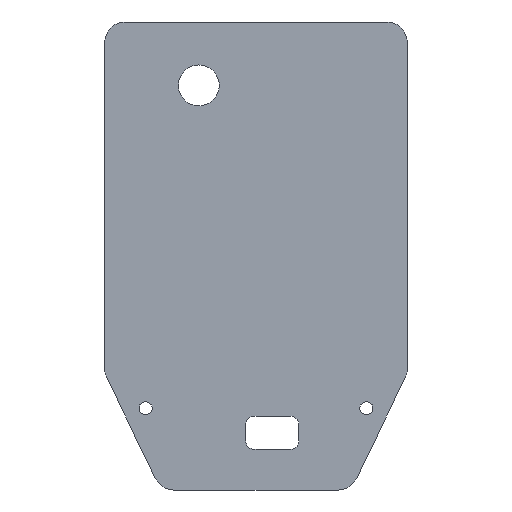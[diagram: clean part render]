
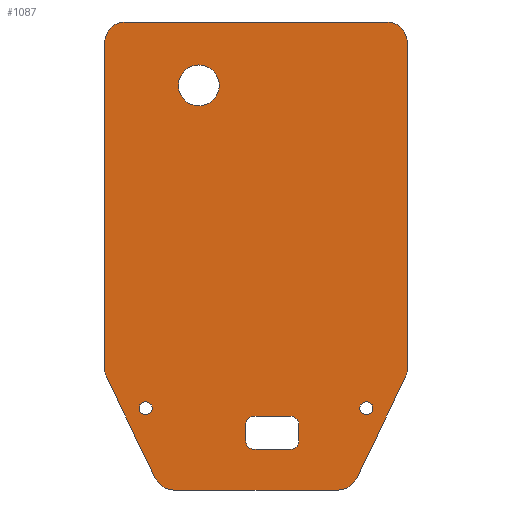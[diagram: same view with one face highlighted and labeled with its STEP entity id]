
A CAD part, front view. The second image highlights one B-rep face of the part: STEP entity #1087.
In plain terms, the highlighted planar face has unit normal (0, -1, 0).
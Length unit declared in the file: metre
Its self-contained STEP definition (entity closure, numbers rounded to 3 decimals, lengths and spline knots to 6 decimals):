
#41=LINE('',#1635,#145);
#42=LINE('',#1639,#146);
#43=LINE('',#1643,#147);
#44=LINE('',#1647,#148);
#45=LINE('',#1651,#149);
#46=LINE('',#1655,#150);
#47=LINE('',#1656,#151);
#48=LINE('',#1661,#152);
#49=LINE('',#1665,#153);
#50=LINE('',#1669,#154);
#145=VECTOR('',#1292,1.);
#146=VECTOR('',#1295,1.);
#147=VECTOR('',#1298,1.);
#148=VECTOR('',#1301,1.);
#149=VECTOR('',#1304,1.);
#150=VECTOR('',#1307,1.);
#151=VECTOR('',#1308,1.);
#152=VECTOR('',#1311,1.);
#153=VECTOR('',#1314,1.);
#154=VECTOR('',#1317,1.);
#249=ORIENTED_EDGE('',*,*,#573,.F.);
#250=ORIENTED_EDGE('',*,*,#574,.F.);
#251=ORIENTED_EDGE('',*,*,#575,.F.);
#252=ORIENTED_EDGE('',*,*,#576,.F.);
#253=ORIENTED_EDGE('',*,*,#577,.T.);
#254=ORIENTED_EDGE('',*,*,#578,.T.);
#255=ORIENTED_EDGE('',*,*,#579,.F.);
#256=ORIENTED_EDGE('',*,*,#580,.T.);
#257=ORIENTED_EDGE('',*,*,#581,.T.);
#258=ORIENTED_EDGE('',*,*,#582,.T.);
#259=ORIENTED_EDGE('',*,*,#583,.T.);
#260=ORIENTED_EDGE('',*,*,#584,.T.);
#261=ORIENTED_EDGE('',*,*,#585,.F.);
#262=ORIENTED_EDGE('',*,*,#586,.T.);
#263=ORIENTED_EDGE('',*,*,#587,.F.);
#264=ORIENTED_EDGE('',*,*,#588,.F.);
#265=ORIENTED_EDGE('',*,*,#589,.T.);
#266=ORIENTED_EDGE('',*,*,#590,.T.);
#267=ORIENTED_EDGE('',*,*,#591,.T.);
#268=ORIENTED_EDGE('',*,*,#592,.T.);
#269=ORIENTED_EDGE('',*,*,#593,.T.);
#270=ORIENTED_EDGE('',*,*,#594,.F.);
#271=ORIENTED_EDGE('',*,*,#595,.T.);
#573=EDGE_CURVE('',#735,#735,#845,.T.);
#574=EDGE_CURVE('',#736,#736,#846,.T.);
#575=EDGE_CURVE('',#737,#737,#847,.T.);
#576=EDGE_CURVE('',#738,#739,#848,.T.);
#577=EDGE_CURVE('',#738,#740,#41,.T.);
#578=EDGE_CURVE('',#740,#741,#849,.T.);
#579=EDGE_CURVE('',#742,#741,#42,.T.);
#580=EDGE_CURVE('',#742,#743,#850,.T.);
#581=EDGE_CURVE('',#743,#744,#43,.T.);
#582=EDGE_CURVE('',#744,#745,#851,.T.);
#583=EDGE_CURVE('',#745,#746,#44,.T.);
#584=EDGE_CURVE('',#746,#747,#852,.T.);
#585=EDGE_CURVE('',#748,#747,#45,.T.);
#586=EDGE_CURVE('',#748,#749,#853,.T.);
#587=EDGE_CURVE('',#739,#749,#46,.T.);
#588=EDGE_CURVE('',#750,#751,#47,.T.);
#589=EDGE_CURVE('',#750,#752,#854,.F.);
#590=EDGE_CURVE('',#752,#753,#48,.T.);
#591=EDGE_CURVE('',#753,#754,#855,.F.);
#592=EDGE_CURVE('',#754,#755,#49,.T.);
#593=EDGE_CURVE('',#755,#756,#856,.F.);
#594=EDGE_CURVE('',#757,#756,#50,.T.);
#595=EDGE_CURVE('',#757,#751,#857,.F.);
#735=VERTEX_POINT('',#1627);
#736=VERTEX_POINT('',#1629);
#737=VERTEX_POINT('',#1631);
#738=VERTEX_POINT('',#1633);
#739=VERTEX_POINT('',#1634);
#740=VERTEX_POINT('',#1636);
#741=VERTEX_POINT('',#1638);
#742=VERTEX_POINT('',#1640);
#743=VERTEX_POINT('',#1642);
#744=VERTEX_POINT('',#1644);
#745=VERTEX_POINT('',#1646);
#746=VERTEX_POINT('',#1648);
#747=VERTEX_POINT('',#1650);
#748=VERTEX_POINT('',#1652);
#749=VERTEX_POINT('',#1654);
#750=VERTEX_POINT('',#1657);
#751=VERTEX_POINT('',#1658);
#752=VERTEX_POINT('',#1660);
#753=VERTEX_POINT('',#1662);
#754=VERTEX_POINT('',#1664);
#755=VERTEX_POINT('',#1666);
#756=VERTEX_POINT('',#1668);
#757=VERTEX_POINT('',#1670);
#845=CIRCLE('',#1162,0.0016);
#846=CIRCLE('',#1163,0.0016);
#847=CIRCLE('',#1164,0.005);
#848=CIRCLE('',#1165,0.005);
#849=CIRCLE('',#1166,0.005);
#850=CIRCLE('',#1167,0.005);
#851=CIRCLE('',#1168,0.005);
#852=CIRCLE('',#1169,0.005);
#853=CIRCLE('',#1170,0.005);
#854=CIRCLE('',#1171,0.002);
#855=CIRCLE('',#1172,0.002);
#856=CIRCLE('',#1173,0.002);
#857=CIRCLE('',#1174,0.002);
#903=EDGE_LOOP('',(#249));
#904=EDGE_LOOP('',(#250));
#905=EDGE_LOOP('',(#251));
#906=EDGE_LOOP('',(#252,#253,#254,#255,#256,#257,#258,#259,#260,#261,#262,
#263));
#907=EDGE_LOOP('',(#264,#265,#266,#267,#268,#269,#270,#271));
#979=FACE_BOUND('',#903,.T.);
#980=FACE_BOUND('',#904,.T.);
#981=FACE_BOUND('',#905,.T.);
#982=FACE_BOUND('',#906,.T.);
#983=FACE_BOUND('',#907,.T.);
#1055=PLANE('',#1161);
#1087=ADVANCED_FACE('',(#979,#980,#981,#982,#983),#1055,.T.);
#1161=AXIS2_PLACEMENT_3D('',#1625,#1282,#1283);
#1162=AXIS2_PLACEMENT_3D('',#1626,#1284,#1285);
#1163=AXIS2_PLACEMENT_3D('',#1628,#1286,#1287);
#1164=AXIS2_PLACEMENT_3D('',#1630,#1288,#1289);
#1165=AXIS2_PLACEMENT_3D('',#1632,#1290,#1291);
#1166=AXIS2_PLACEMENT_3D('',#1637,#1293,#1294);
#1167=AXIS2_PLACEMENT_3D('',#1641,#1296,#1297);
#1168=AXIS2_PLACEMENT_3D('',#1645,#1299,#1300);
#1169=AXIS2_PLACEMENT_3D('',#1649,#1302,#1303);
#1170=AXIS2_PLACEMENT_3D('',#1653,#1305,#1306);
#1171=AXIS2_PLACEMENT_3D('',#1659,#1309,#1310);
#1172=AXIS2_PLACEMENT_3D('',#1663,#1312,#1313);
#1173=AXIS2_PLACEMENT_3D('',#1667,#1315,#1316);
#1174=AXIS2_PLACEMENT_3D('',#1671,#1318,#1319);
#1282=DIRECTION('',(0.,-1.,0.));
#1283=DIRECTION('',(1.,0.,0.));
#1284=DIRECTION('',(0.,-1.,0.));
#1285=DIRECTION('',(1.,0.,0.));
#1286=DIRECTION('',(0.,-1.,0.));
#1287=DIRECTION('',(1.,0.,0.));
#1288=DIRECTION('',(0.,-1.,0.));
#1289=DIRECTION('',(1.,0.,0.));
#1290=DIRECTION('',(0.,1.,0.));
#1291=DIRECTION('',(-1.,0.,0.));
#1292=DIRECTION('',(0.435,0.,0.901));
#1293=DIRECTION('',(0.,-1.,0.));
#1294=DIRECTION('',(1.,0.,0.));
#1295=DIRECTION('',(0.,0.,-1.));
#1296=DIRECTION('',(0.,-1.,0.));
#1297=DIRECTION('',(1.,0.,0.));
#1298=DIRECTION('',(-1.,0.,0.));
#1299=DIRECTION('',(0.,-1.,0.));
#1300=DIRECTION('',(1.,0.,0.));
#1301=DIRECTION('',(0.,0.,-1.));
#1302=DIRECTION('',(0.,-1.,0.));
#1303=DIRECTION('',(1.,0.,0.));
#1304=DIRECTION('',(-0.435,0.,0.901));
#1305=DIRECTION('',(0.,-1.,0.));
#1306=DIRECTION('',(1.,0.,0.));
#1307=DIRECTION('',(-1.,0.,0.));
#1308=DIRECTION('',(0.,0.,1.));
#1309=DIRECTION('',(0.,-1.,0.));
#1310=DIRECTION('',(1.,0.,0.));
#1311=DIRECTION('',(-1.,0.,0.));
#1312=DIRECTION('',(0.,-1.,0.));
#1313=DIRECTION('',(1.,0.,0.));
#1314=DIRECTION('',(0.,0.,1.));
#1315=DIRECTION('',(0.,-1.,0.));
#1316=DIRECTION('',(1.,0.,0.));
#1317=DIRECTION('',(-1.,0.,0.));
#1318=DIRECTION('',(0.,-1.,0.));
#1319=DIRECTION('',(1.,0.,0.));
#1625=CARTESIAN_POINT('',(0.,-0.053,0.02575));
#1626=CARTESIAN_POINT('',(-0.027,-0.053,-0.0115));
#1627=CARTESIAN_POINT('',(-0.0254,-0.053,-0.0115));
#1628=CARTESIAN_POINT('',(0.027,-0.053,-0.0115));
#1629=CARTESIAN_POINT('',(0.0286,-0.053,-0.0115));
#1630=CARTESIAN_POINT('',(-0.014,-0.053,0.0675));
#1631=CARTESIAN_POINT('',(-0.009,-0.053,0.0675));
#1632=CARTESIAN_POINT('',(0.020111,-0.053,-0.0265));
#1633=CARTESIAN_POINT('',(0.024614,-0.053,-0.028673));
#1634=CARTESIAN_POINT('',(0.020111,-0.053,-0.0315));
#1635=CARTESIAN_POINT('',(0.030125,-0.053,-0.01725));
#1636=CARTESIAN_POINT('',(0.036503,-0.053,-0.00403));
#1637=CARTESIAN_POINT('',(0.032,-0.053,-0.001857));
#1638=CARTESIAN_POINT('',(0.037,-0.053,-0.001857));
#1639=CARTESIAN_POINT('',(0.037,-0.053,0.08));
#1640=CARTESIAN_POINT('',(0.037,-0.053,0.078));
#1641=CARTESIAN_POINT('',(0.032,-0.053,0.078));
#1642=CARTESIAN_POINT('',(0.032,-0.053,0.083));
#1643=CARTESIAN_POINT('',(0.,-0.053,0.083));
#1644=CARTESIAN_POINT('',(-0.032,-0.053,0.083));
#1645=CARTESIAN_POINT('',(-0.032,-0.053,0.078));
#1646=CARTESIAN_POINT('',(-0.037,-0.053,0.078));
#1647=CARTESIAN_POINT('',(-0.037,-0.053,0.08));
#1648=CARTESIAN_POINT('',(-0.037,-0.053,-0.001857));
#1649=CARTESIAN_POINT('',(-0.032,-0.053,-0.001857));
#1650=CARTESIAN_POINT('',(-0.036503,-0.053,-0.00403));
#1651=CARTESIAN_POINT('',(-0.030125,-0.053,-0.01725));
#1652=CARTESIAN_POINT('',(-0.024614,-0.053,-0.028673));
#1653=CARTESIAN_POINT('',(-0.020111,-0.053,-0.0265));
#1654=CARTESIAN_POINT('',(-0.020111,-0.053,-0.0315));
#1655=CARTESIAN_POINT('',(0.,-0.053,-0.0315));
#1656=CARTESIAN_POINT('',(0.0105,-0.053,-0.0175));
#1657=CARTESIAN_POINT('',(0.0105,-0.053,-0.0195));
#1658=CARTESIAN_POINT('',(0.0105,-0.053,-0.0155));
#1659=CARTESIAN_POINT('',(0.0085,-0.053,-0.0195));
#1660=CARTESIAN_POINT('',(0.0085,-0.053,-0.0215));
#1661=CARTESIAN_POINT('',(0.004,-0.053,-0.0215));
#1662=CARTESIAN_POINT('',(-0.0005,-0.053,-0.0215));
#1663=CARTESIAN_POINT('',(-0.0005,-0.053,-0.0195));
#1664=CARTESIAN_POINT('',(-0.0025,-0.053,-0.0195));
#1665=CARTESIAN_POINT('',(-0.0025,-0.053,-0.0175));
#1666=CARTESIAN_POINT('',(-0.0025,-0.053,-0.0155));
#1667=CARTESIAN_POINT('',(-0.0005,-0.053,-0.0155));
#1668=CARTESIAN_POINT('',(-0.0005,-0.053,-0.0135));
#1669=CARTESIAN_POINT('',(0.004,-0.053,-0.0135));
#1670=CARTESIAN_POINT('',(0.0085,-0.053,-0.0135));
#1671=CARTESIAN_POINT('',(0.0085,-0.053,-0.0155));
